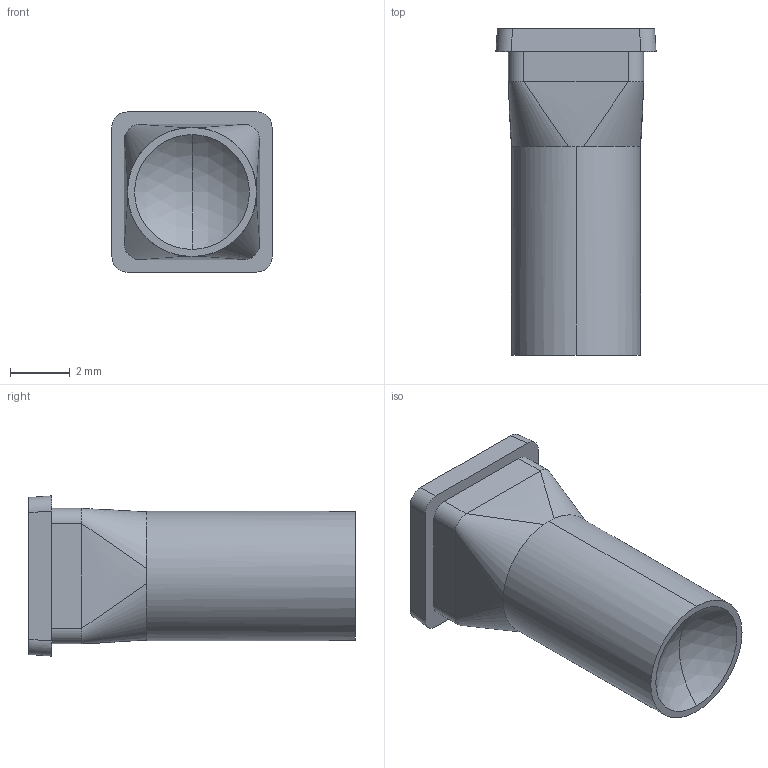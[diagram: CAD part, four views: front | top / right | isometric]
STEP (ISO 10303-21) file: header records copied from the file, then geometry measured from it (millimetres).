
FILE_DESCRIPTION (( 'STEP AP203' ), '1' );
FILE_NAME ('LPS_XXX_CTP.STEP', '2018-05-18T21:06:01', ( '' ), ( '' ), 'SwSTEP 2.0', 'SolidWorks 2018', '' );
FILE_SCHEMA (( 'CONFIG_CONTROL_DESIGN' ));
Length unit declared in the file: inch
Products named in the file (1): LPS_XXX_CTP
Bounding box: 5.36 x 10.92 x 5.36 mm (x, y, z)
Volume: 175.9 mm3; surface area: 221.8 mm2
Topology: 1 solids, 1 shells, 77 faces, 180 edges, 106 vertices
Faces by surface type: cone 30, plane 23, bspline 12, cylinder 10, sphere 2
Entity records: 2757 total; most frequent: CARTESIAN_POINT 1084, ORIENTED_EDGE 356, DIRECTION 288, EDGE_CURVE 178, AXIS2_PLACEMENT_3D 110, VERTEX_POINT 106, EDGE_LOOP 80, ADVANCED_FACE 77
